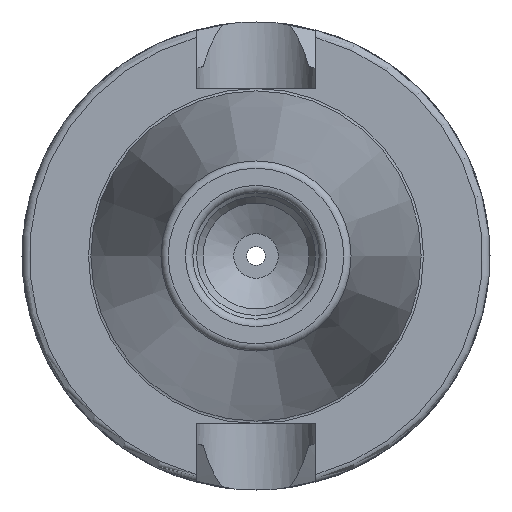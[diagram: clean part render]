
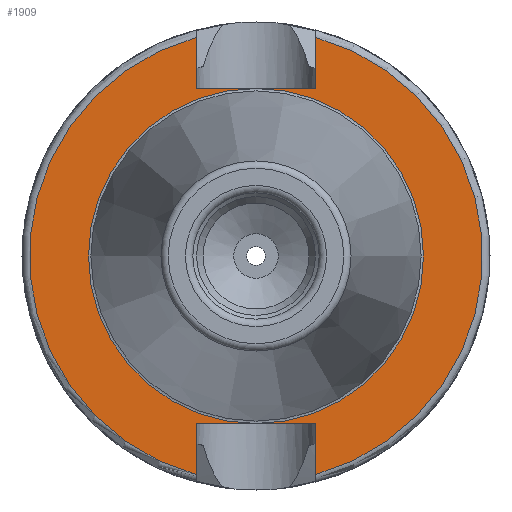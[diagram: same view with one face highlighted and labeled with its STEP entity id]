
A CAD part, left-side view. The second image highlights one B-rep face of the part: STEP entity #1909.
In plain terms, the highlighted planar face has unit normal (-1, 0, 0).
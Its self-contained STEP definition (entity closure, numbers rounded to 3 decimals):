
#174=CARTESIAN_POINT('',(2.,8.05,-22.6));
#175=VERTEX_POINT('',#174);
#182=CARTESIAN_POINT('',(2.,8.05,-29.418));
#183=VERTEX_POINT('',#182);
#184=CARTESIAN_POINT('',(2.,8.05,-29.418));
#185=DIRECTION('',(0.0,0.0,1.0));
#186=VECTOR('',#185,6.818);
#187=LINE('',#184,#186);
#188=EDGE_CURVE('',#183,#175,#187,.T.);
#265=CARTESIAN_POINT('',(2.,-8.05,-29.418));
#266=VERTEX_POINT('',#265);
#280=CARTESIAN_POINT('',(2.,-8.05,-22.6));
#281=VERTEX_POINT('',#280);
#282=CARTESIAN_POINT('',(2.,-8.05,-22.6));
#283=DIRECTION('',(0.0,0.0,-1.0));
#284=VECTOR('',#283,6.818);
#285=LINE('',#282,#284);
#286=EDGE_CURVE('',#281,#266,#285,.T.);
#303=CARTESIAN_POINT('',(2.,8.05,-22.6));
#304=DIRECTION('',(0.0,-1.0,0.0));
#305=VECTOR('',#304,16.1);
#306=LINE('',#303,#305);
#307=EDGE_CURVE('',#175,#281,#306,.T.);
#522=CARTESIAN_POINT('',(2.,8.05,29.418));
#523=VERTEX_POINT('',#522);
#524=CARTESIAN_POINT('',(2.,0.,0.0));
#525=DIRECTION('',(1.0,0.0,0.0));
#526=DIRECTION('',(0.0,1.0,0.0));
#527=AXIS2_PLACEMENT_3D('',#524,#525,#526);
#528=CIRCLE('',#527,30.5);
#529=EDGE_CURVE('',#183,#523,#528,.T.);
#608=CARTESIAN_POINT('',(2.,-8.05,22.6));
#609=VERTEX_POINT('',#608);
#616=CARTESIAN_POINT('',(2.,-8.05,29.418));
#617=VERTEX_POINT('',#616);
#618=CARTESIAN_POINT('',(2.,-8.05,29.418));
#619=DIRECTION('',(0.0,0.0,-1.0));
#620=VECTOR('',#619,6.818);
#621=LINE('',#618,#620);
#622=EDGE_CURVE('',#617,#609,#621,.T.);
#672=CARTESIAN_POINT('',(2.,8.05,22.6));
#673=VERTEX_POINT('',#672);
#674=CARTESIAN_POINT('',(2.,8.05,22.6));
#675=DIRECTION('',(0.0,0.0,1.0));
#676=VECTOR('',#675,6.818);
#677=LINE('',#674,#676);
#678=EDGE_CURVE('',#673,#523,#677,.T.);
#695=CARTESIAN_POINT('',(2.,-8.05,22.6));
#696=DIRECTION('',(0.0,1.0,0.0));
#697=VECTOR('',#696,16.1);
#698=LINE('',#695,#697);
#699=EDGE_CURVE('',#609,#673,#698,.T.);
#1870=CARTESIAN_POINT('',(2.,22.55,0.0));
#1871=VERTEX_POINT('',#1870);
#1872=CARTESIAN_POINT('',(2.,0.,0.0));
#1873=DIRECTION('',(1.0,0.0,0.0));
#1874=DIRECTION('',(0.0,1.0,0.0));
#1875=AXIS2_PLACEMENT_3D('',#1872,#1873,#1874);
#1876=CIRCLE('',#1875,22.55);
#1877=EDGE_CURVE('',#1871,#1871,#1876,.T.);
#1885=CARTESIAN_POINT('',(2.,26.525,0.0));
#1886=DIRECTION('',(-1.0,0.0,0.0));
#1887=DIRECTION('',(0.0,0.0,1.0));
#1888=AXIS2_PLACEMENT_3D('',#1885,#1886,#1887);
#1889=PLANE('',#1888);
#1890=ORIENTED_EDGE('',*,*,#286,.T.);
#1891=CARTESIAN_POINT('',(2.,0.,0.0));
#1892=DIRECTION('',(1.0,0.0,0.0));
#1893=DIRECTION('',(0.0,1.0,0.0));
#1894=AXIS2_PLACEMENT_3D('',#1891,#1892,#1893);
#1895=CIRCLE('',#1894,30.5);
#1896=EDGE_CURVE('',#617,#266,#1895,.T.);
#1897=ORIENTED_EDGE('',*,*,#1896,.F.);
#1898=ORIENTED_EDGE('',*,*,#622,.T.);
#1899=ORIENTED_EDGE('',*,*,#699,.T.);
#1900=ORIENTED_EDGE('',*,*,#678,.T.);
#1901=ORIENTED_EDGE('',*,*,#529,.F.);
#1902=ORIENTED_EDGE('',*,*,#188,.T.);
#1903=ORIENTED_EDGE('',*,*,#307,.T.);
#1904=EDGE_LOOP('',(#1890,#1897,#1898,#1899,#1900,#1901,#1902,#1903));
#1905=FACE_OUTER_BOUND('',#1904,.T.);
#1906=ORIENTED_EDGE('',*,*,#1877,.T.);
#1907=EDGE_LOOP('',(#1906));
#1908=FACE_BOUND('',#1907,.T.);
#1909=ADVANCED_FACE('',(#1905,#1908),#1889,.T.);
